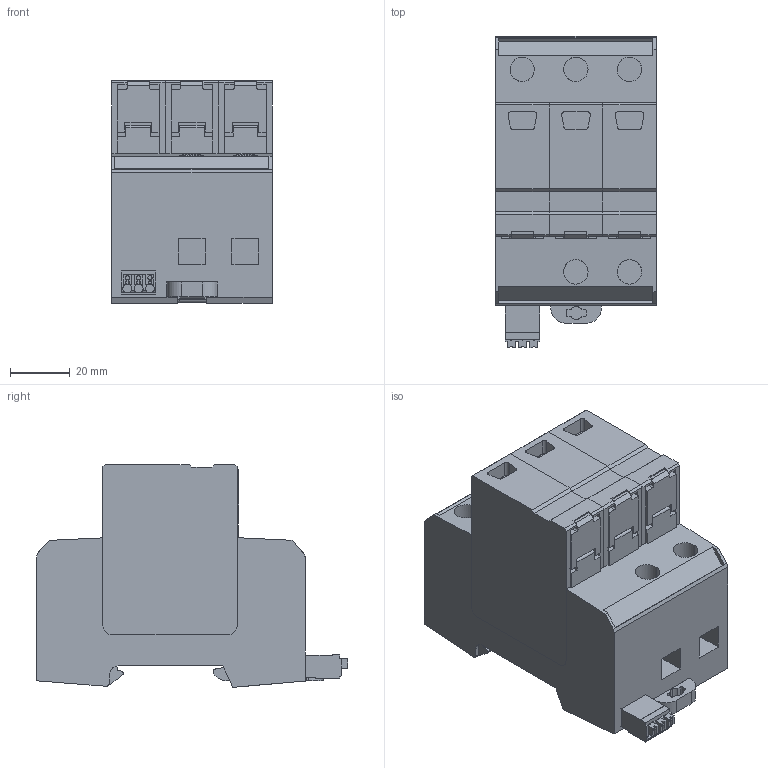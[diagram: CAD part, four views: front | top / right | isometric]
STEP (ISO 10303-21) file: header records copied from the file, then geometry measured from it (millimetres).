
FILE_DESCRIPTION(('CATIA V5 STEP Exchange','CAx-IF Rec.Pracs.--- Model Styling and Organization---1.4--- 2014-01-23'),'2;1');
FILE_NAME ('D1362974_3', '2020-12-03T08:06:26+00:00', ('none'), ('Weidmueller'), 'CATIA Version 5-6 Release 2016 SP3 HF44', 'CATIA V5 STEP AP214', 'none');
FILE_SCHEMA(('AUTOMOTIVE_DESIGN { 1 0 10303 214 1 1 1 1 }'));
Length unit declared in the file: millimetre
Products named in the file (1): S3D_VPU_AC_II_3_R_XXX
Bounding box: 54 x 104.5 x 74.75 mm (x, y, z)
Volume: 271968.7 mm3; surface area: 68869.9 mm2
Topology: 30 solids, 30 shells, 898 faces, 2522 edges, 1736 vertices
Faces by surface type: plane 688, cylinder 159, extrusion 45, cone 6
Entity records: 29831 total; most frequent: CARTESIAN_POINT 6685, ORIENTED_EDGE 5044, DIRECTION 3691, EDGE_CURVE 2522, VECTOR 1965, LINE 1920, VERTEX_POINT 1736, AXIS2_PLACEMENT_3D 1043
